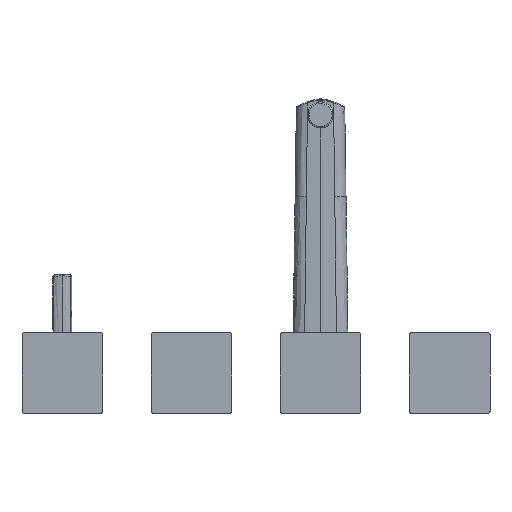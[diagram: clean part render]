
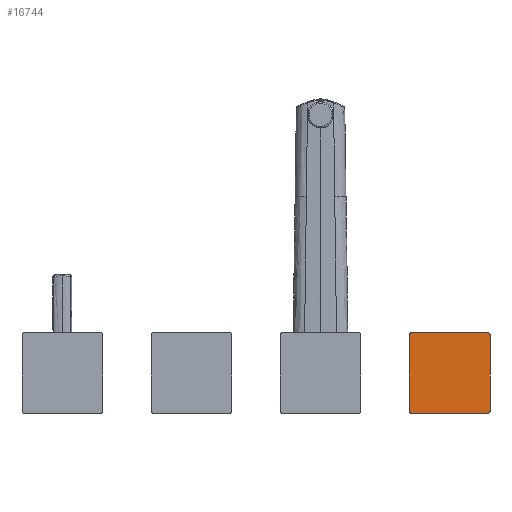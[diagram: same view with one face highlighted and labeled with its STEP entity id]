
A CAD part, front view. The second image highlights one B-rep face of the part: STEP entity #16744.
In plain terms, the highlighted planar face has unit normal (0, -1, 0).
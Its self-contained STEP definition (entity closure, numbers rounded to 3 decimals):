
#597 = DIRECTION ( 'NONE',  ( 0., 0., 1. ) ) ;
#1045 = VERTEX_POINT ( 'NONE', #14373 ) ;
#1135 = VECTOR ( 'NONE', #8757, 1000. ) ;
#1335 = EDGE_CURVE ( 'NONE', #14599, #25365, #16893, .T. ) ;
#3739 = EDGE_CURVE ( 'NONE', #20386, #14599, #14939, .T. ) ;
#4077 = PLANE ( 'NONE',  #18004 ) ;
#4220 = DIRECTION ( 'NONE',  ( 0., 0., -1. ) ) ;
#4532 = EDGE_LOOP ( 'NONE', ( #18461, #5703, #10763, #23417, #15402, #16073, #11447, #11858 ) ) ;
#4573 = CARTESIAN_POINT ( 'NONE',  ( 280.297, 197.879, 266.762 ) ) ;
#5102 = CARTESIAN_POINT ( 'NONE',  ( 280.297, 197.879, 266.762 ) ) ;
#5359 = EDGE_CURVE ( 'NONE', #7431, #1045, #5795, .T. ) ;
#5703 = ORIENTED_EDGE ( 'NONE', *, *, #1335, .F. ) ;
#5795 = CIRCLE ( 'NONE', #21878, 2. ) ;
#6236 = AXIS2_PLACEMENT_3D ( 'NONE', #22624, #10359, #4220 ) ;
#6844 = CARTESIAN_POINT ( 'NONE',  ( 209.297, 197.879, 268.762 ) ) ;
#6850 = LINE ( 'NONE', #24926, #26188 ) ;
#6940 = DIRECTION ( 'NONE',  ( 0., 1., 0. ) ) ;
#7214 = DIRECTION ( 'NONE',  ( 0., 0., -1. ) ) ;
#7431 = VERTEX_POINT ( 'NONE', #25888 ) ;
#8193 = DIRECTION ( 'NONE',  ( 0., 0., -1. ) ) ;
#8233 = DIRECTION ( 'NONE',  ( 0., 1., 0. ) ) ;
#8757 = DIRECTION ( 'NONE',  ( 0., 0., 1. ) ) ;
#9157 = FACE_OUTER_BOUND ( 'NONE', #4532, .T. ) ;
#9810 = DIRECTION ( 'NONE',  ( 0., 1., 0. ) ) ;
#9856 = VECTOR ( 'NONE', #24575, 1000. ) ;
#10359 = DIRECTION ( 'NONE',  ( 0., 1., 0. ) ) ;
#10763 = ORIENTED_EDGE ( 'NONE', *, *, #3739, .F. ) ;
#10815 = AXIS2_PLACEMENT_3D ( 'NONE', #6844, #6940, #7214 ) ;
#10911 = CARTESIAN_POINT ( 'NONE',  ( 207.297, 197.879, 268.762 ) ) ;
#11447 = ORIENTED_EDGE ( 'NONE', *, *, #19822, .F. ) ;
#11795 = DIRECTION ( 'NONE',  ( 0., 0., -1. ) ) ;
#11858 = ORIENTED_EDGE ( 'NONE', *, *, #24950, .F. ) ;
#12004 = CARTESIAN_POINT ( 'NONE',  ( 282.297, 197.879, 339.762 ) ) ;
#12276 = LINE ( 'NONE', #5102, #22167 ) ;
#12614 = CARTESIAN_POINT ( 'NONE',  ( 282.297, 197.879, 339.762 ) ) ;
#13033 = DIRECTION ( 'NONE',  ( -1., 0., 0. ) ) ;
#13093 = CARTESIAN_POINT ( 'NONE',  ( 282.297, 197.879, 268.762 ) ) ;
#13487 = CARTESIAN_POINT ( 'NONE',  ( 209.297, 197.879, 266.762 ) ) ;
#14202 = CARTESIAN_POINT ( 'NONE',  ( 280.297, 197.879, 268.762 ) ) ;
#14373 = CARTESIAN_POINT ( 'NONE',  ( 209.297, 197.879, 341.762 ) ) ;
#14383 = CARTESIAN_POINT ( 'NONE',  ( 280.297, 197.879, 341.762 ) ) ;
#14456 = VERTEX_POINT ( 'NONE', #4573 ) ;
#14599 = VERTEX_POINT ( 'NONE', #12614 ) ;
#14750 = DIRECTION ( 'NONE',  ( 1., 0., 0. ) ) ;
#14939 = CIRCLE ( 'NONE', #6236, 2. ) ;
#15061 = EDGE_CURVE ( 'NONE', #25365, #14456, #21675, .T. ) ;
#15402 = ORIENTED_EDGE ( 'NONE', *, *, #5359, .F. ) ;
#15835 = CIRCLE ( 'NONE', #10815, 2. ) ;
#16073 = ORIENTED_EDGE ( 'NONE', *, *, #16793, .F. ) ;
#16744 = ADVANCED_FACE ( 'NONE', ( #9157 ), #4077, .F. ) ;
#16793 = EDGE_CURVE ( 'NONE', #22135, #7431, #17170, .T. ) ;
#16893 = LINE ( 'NONE', #12004, #9856 ) ;
#16960 = AXIS2_PLACEMENT_3D ( 'NONE', #14202, #20569, #8193 ) ;
#17170 = LINE ( 'NONE', #10911, #1135 ) ;
#18004 = AXIS2_PLACEMENT_3D ( 'NONE', #18462, #8233, #597 ) ;
#18026 = EDGE_CURVE ( 'NONE', #1045, #20386, #6850, .T. ) ;
#18154 = CARTESIAN_POINT ( 'NONE',  ( 209.297, 197.879, 339.762 ) ) ;
#18454 = VERTEX_POINT ( 'NONE', #13487 ) ;
#18461 = ORIENTED_EDGE ( 'NONE', *, *, #15061, .F. ) ;
#18462 = CARTESIAN_POINT ( 'NONE',  ( 209.297, 197.879, 268.762 ) ) ;
#19618 = CARTESIAN_POINT ( 'NONE',  ( 207.297, 197.879, 268.762 ) ) ;
#19822 = EDGE_CURVE ( 'NONE', #18454, #22135, #15835, .T. ) ;
#20386 = VERTEX_POINT ( 'NONE', #14383 ) ;
#20569 = DIRECTION ( 'NONE',  ( 0., 1., 0. ) ) ;
#21675 = CIRCLE ( 'NONE', #16960, 2. ) ;
#21878 = AXIS2_PLACEMENT_3D ( 'NONE', #18154, #9810, #11795 ) ;
#22135 = VERTEX_POINT ( 'NONE', #19618 ) ;
#22167 = VECTOR ( 'NONE', #13033, 1000. ) ;
#22624 = CARTESIAN_POINT ( 'NONE',  ( 280.297, 197.879, 339.762 ) ) ;
#23417 = ORIENTED_EDGE ( 'NONE', *, *, #18026, .F. ) ;
#24575 = DIRECTION ( 'NONE',  ( 0., 0., -1. ) ) ;
#24926 = CARTESIAN_POINT ( 'NONE',  ( 209.297, 197.879, 341.762 ) ) ;
#24950 = EDGE_CURVE ( 'NONE', #14456, #18454, #12276, .T. ) ;
#25365 = VERTEX_POINT ( 'NONE', #13093 ) ;
#25888 = CARTESIAN_POINT ( 'NONE',  ( 207.297, 197.879, 339.762 ) ) ;
#26188 = VECTOR ( 'NONE', #14750, 1000. ) ;
